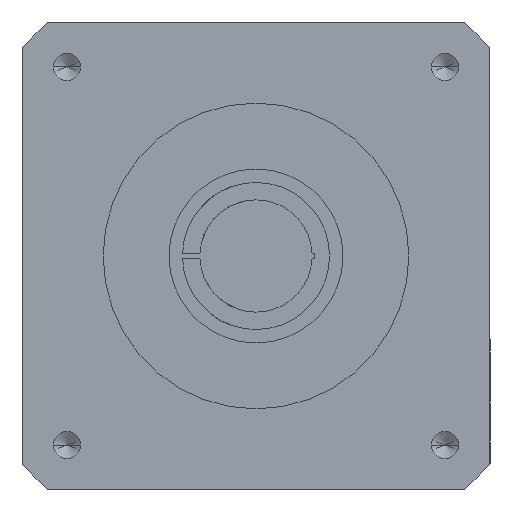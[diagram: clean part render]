
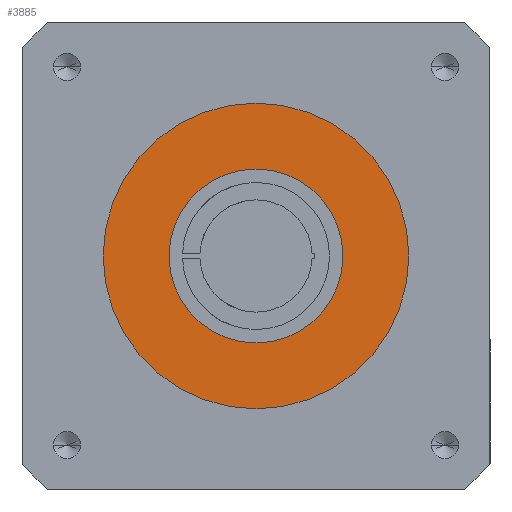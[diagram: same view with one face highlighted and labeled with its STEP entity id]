
A CAD part, front view. The second image highlights one B-rep face of the part: STEP entity #3885.
In plain terms, the highlighted face is planar.
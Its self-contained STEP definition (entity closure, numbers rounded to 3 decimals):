
#260 = AXIS2_PLACEMENT_3D ( 'NONE', #4560, #836, #3321 ) ;
#261 = ORIENTED_EDGE ( 'NONE', *, *, #3686, .T. ) ;
#304 = CIRCLE ( 'NONE', #260, 32.5 ) ;
#473 = DIRECTION ( 'NONE',  ( 0., 0., 1. ) ) ;
#481 = VERTEX_POINT ( 'NONE', #3204 ) ;
#708 = DIRECTION ( 'NONE',  ( 0., 0., 1. ) ) ;
#823 = ORIENTED_EDGE ( 'NONE', *, *, #4565, .T. ) ;
#836 = DIRECTION ( 'NONE',  ( 0., 1., 0. ) ) ;
#884 = AXIS2_PLACEMENT_3D ( 'NONE', #3174, #2336, #708 ) ;
#1166 = CARTESIAN_POINT ( 'NONE',  ( 0., 70., 57.15 ) ) ;
#1461 = AXIS2_PLACEMENT_3D ( 'NONE', #3655, #2018, #4979 ) ;
#1659 = CIRCLE ( 'NONE', #2429, 57.15 ) ;
#1740 = CARTESIAN_POINT ( 'NONE',  ( 0., 70., -32.5 ) ) ;
#1874 = EDGE_LOOP ( 'NONE', ( #823, #261 ) ) ;
#2018 = DIRECTION ( 'NONE',  ( 0., 1., 0. ) ) ;
#2023 = ORIENTED_EDGE ( 'NONE', *, *, #4639, .F. ) ;
#2111 = CARTESIAN_POINT ( 'NONE',  ( 0., 70., 0. ) ) ;
#2124 = AXIS2_PLACEMENT_3D ( 'NONE', #2111, #2935, #473 ) ;
#2336 = DIRECTION ( 'NONE',  ( 0., 1., 0. ) ) ;
#2374 = CARTESIAN_POINT ( 'NONE',  ( 0., 70., 32.5 ) ) ;
#2384 = CARTESIAN_POINT ( 'NONE',  ( 0., 70., 0. ) ) ;
#2429 = AXIS2_PLACEMENT_3D ( 'NONE', #2384, #3626, #4467 ) ;
#2533 = ORIENTED_EDGE ( 'NONE', *, *, #3001, .F. ) ;
#2911 = VERTEX_POINT ( 'NONE', #2374 ) ;
#2935 = DIRECTION ( 'NONE',  ( 0., 1., 0. ) ) ;
#3001 = EDGE_CURVE ( 'NONE', #2911, #3300, #304, .T. ) ;
#3174 = CARTESIAN_POINT ( 'NONE',  ( 0., 70., 0. ) ) ;
#3204 = CARTESIAN_POINT ( 'NONE',  ( 0., 70., -57.15 ) ) ;
#3300 = VERTEX_POINT ( 'NONE', #1740 ) ;
#3321 = DIRECTION ( 'NONE',  ( 0., 0., 1. ) ) ;
#3626 = DIRECTION ( 'NONE',  ( 0., 1., 0. ) ) ;
#3655 = CARTESIAN_POINT ( 'NONE',  ( 0., 70., 0. ) ) ;
#3686 = EDGE_CURVE ( 'NONE', #481, #4477, #1659, .T. ) ;
#3716 = CIRCLE ( 'NONE', #1461, 57.15 ) ;
#3864 = FACE_OUTER_BOUND ( 'NONE', #1874, .T. ) ;
#3885 = ADVANCED_FACE ( 'NONE', ( #5047, #3864 ), #3969, .T. ) ;
#3969 = PLANE ( 'NONE',  #884 ) ;
#4105 = EDGE_LOOP ( 'NONE', ( #2533, #2023 ) ) ;
#4418 = CIRCLE ( 'NONE', #2124, 32.5 ) ;
#4467 = DIRECTION ( 'NONE',  ( 0., 0., 1. ) ) ;
#4477 = VERTEX_POINT ( 'NONE', #1166 ) ;
#4560 = CARTESIAN_POINT ( 'NONE',  ( 0., 70., 0. ) ) ;
#4565 = EDGE_CURVE ( 'NONE', #4477, #481, #3716, .T. ) ;
#4639 = EDGE_CURVE ( 'NONE', #3300, #2911, #4418, .T. ) ;
#4979 = DIRECTION ( 'NONE',  ( 0., 0., 1. ) ) ;
#5047 = FACE_BOUND ( 'NONE', #4105, .T. ) ;
